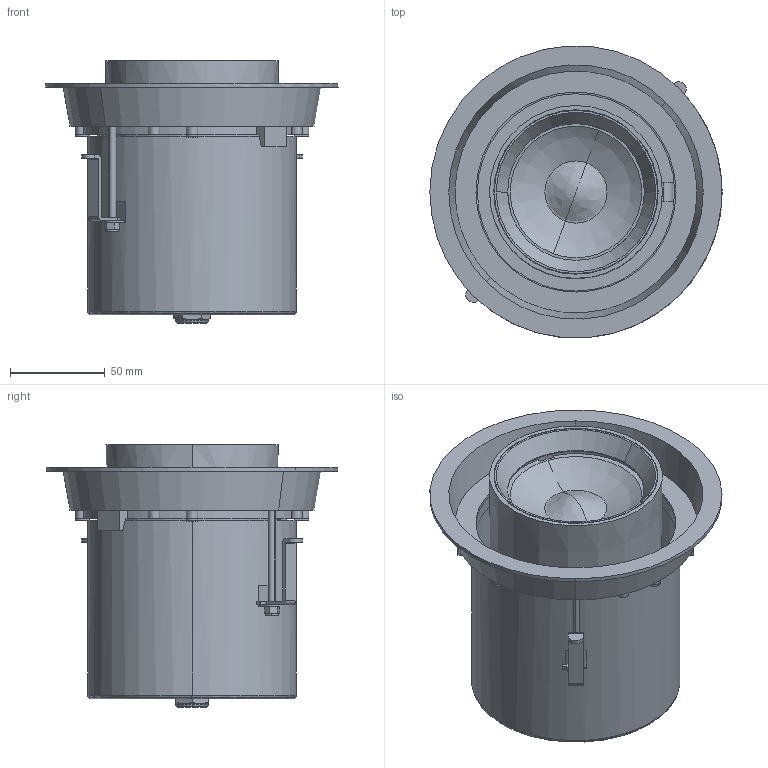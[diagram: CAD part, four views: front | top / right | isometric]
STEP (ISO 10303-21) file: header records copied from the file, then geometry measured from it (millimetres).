
FILE_DESCRIPTION((''),'2;1');
FILE_NAME('010172A02_1_ASM','2020-05-27T14:09:49',('Administrator'),(''),'CREO PARAMETRIC BY PTC INC, 2019010','CREO PARAMETRIC BY PTC INC, 2019010','');
FILE_SCHEMA(('CONFIG_CONTROL_DESIGN','SHAPE_APPEARANCE_LAYERS_GROUPS'));
Length unit declared in the file: millimetre
Products named in the file (17): 010172A02_16; 010172A02_19; 010172A02_25; 010172A02_23; 010172A02_24; 010172A02_13; 010172A02_1_1; 010172A02_3; 010172A02_11; 010172A02_14; 010172A02_15; 010172A02_17; 010172A02_18; 0_1_1; 0_1_ASM; 0_ASM; 010172A02_1_ASM
Assembly tree (16 placements, depth 4):
  010172A02_1_ASM
    010172A02_16
    010172A02_19
    010172A02_25
    010172A02_23
    010172A02_24
    010172A02_13
    010172A02_1_1
    010172A02_3
    010172A02_11
    010172A02_14
    010172A02_15
    010172A02_17
    010172A02_18
    0_ASM
      0_1_ASM
        0_1_1
Bounding box: 154 x 153.76 x 138.49 mm (x, y, z)
Volume: 557708.1 mm3; surface area: 218469.2 mm2
Topology: 14 solids, 14 shells, 667 faces, 1841 edges, 1227 vertices
Faces by surface type: plane 351, cylinder 163, torus 45, cone 41, extrusion 39, bspline 22, revolution 6
Entity records: 29069 total; most frequent: CARTESIAN_POINT 7761, ORIENTED_EDGE 3674, DIRECTION 3394, EDGE_CURVE 1837, VERTEX_POINT 1227, AXIS2_PLACEMENT_3D 1177, VECTOR 1034, LINE 995
